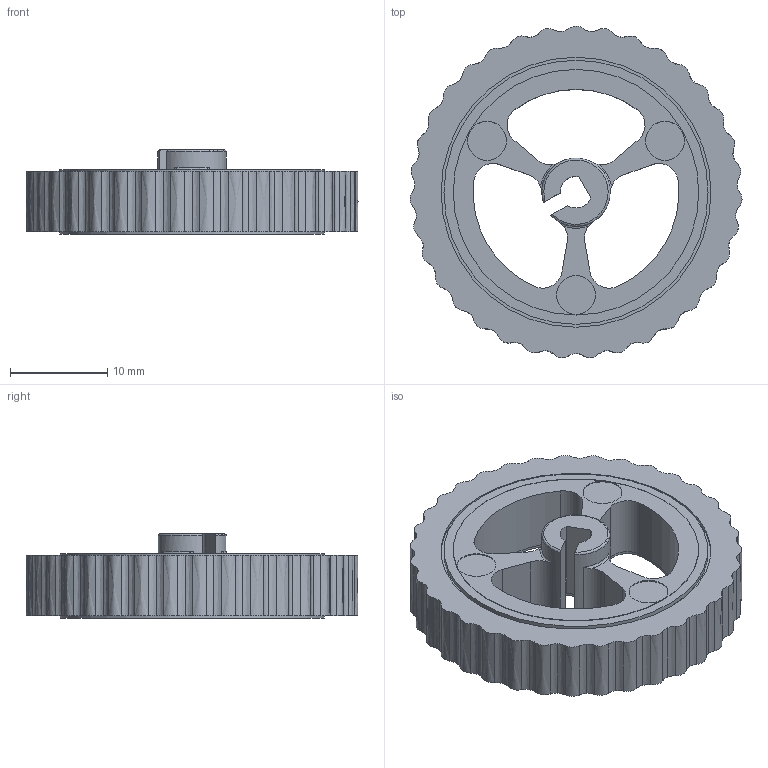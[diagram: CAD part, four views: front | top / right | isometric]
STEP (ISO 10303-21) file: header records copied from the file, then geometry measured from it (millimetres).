
FILE_DESCRIPTION(('FreeCAD Model'),'2;1');
FILE_NAME('N20-Wheel-Thin.step', '2021-06-13T12:46:17',('Author'),(''), 'Open CASCADE STEP processor 7.3','FreeCAD','Unknown');
FILE_SCHEMA(('AUTOMOTIVE_DESIGN { 1 0 10303 214 1 1 1 1 }'));
Length unit declared in the file: millimetre
Products named in the file (1): N20-Wheel-Thin
Bounding box: 34.07 x 34.04 x 8.65 mm (x, y, z)
Volume: 4063.9 mm3; surface area: 3573.9 mm2
Topology: 2 solids, 2 shells, 188 faces, 2670 edges, 10964 vertices
Faces by surface type: extrusion 105, cylinder 48, plane 31, torus 4
Full cylindrical faces by diameter (mm): 4 x3, 25.2 x1, 27.1 x3, 27.7 x2
Entity records: 39454 total; most frequent: CARTESIAN_POINT 18982, DIRECTION 3133, GEOMETRIC_CURVE_SET 2137, TRIMMED_CURVE 2136, VECTOR 1850, LINE 1745, B_SPLINE_CURVE_WITH_KNOTS 1466, ORIENTED_EDGE 1068
